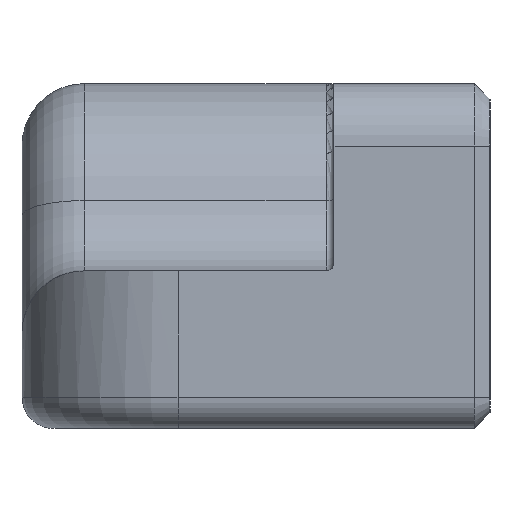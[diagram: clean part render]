
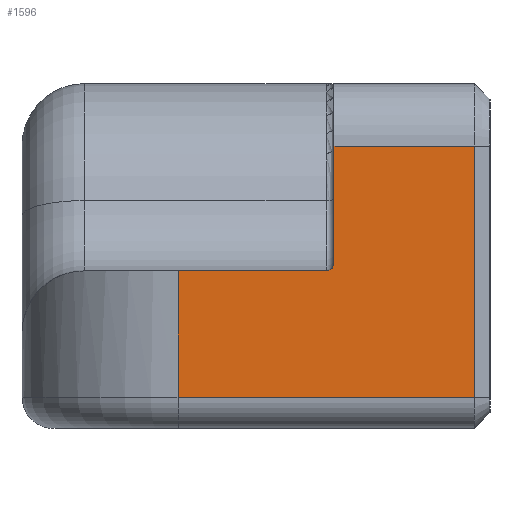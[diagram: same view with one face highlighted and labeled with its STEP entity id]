
A CAD part, left-side view. The second image highlights one B-rep face of the part: STEP entity #1596.
In plain terms, the highlighted planar face has unit normal (-1, 0, 0).
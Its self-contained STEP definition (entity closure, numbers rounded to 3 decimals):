
#11 = EDGE_CURVE ( 'NONE', #2296, #1726, #982, .T. ) ;
#51 = DIRECTION ( 'NONE',  ( 0., 0., 1. ) ) ;
#56 = AXIS2_PLACEMENT_3D ( 'NONE', #2594, #509, #1550 ) ;
#162 = CARTESIAN_POINT ( 'NONE',  ( 0., 0., 9.05 ) ) ;
#190 = DIRECTION ( 'NONE',  ( 0., -1., 0. ) ) ;
#307 = EDGE_CURVE ( 'NONE', #1925, #1187, #1762, .T. ) ;
#337 = ORIENTED_EDGE ( 'NONE', *, *, #1437, .T. ) ;
#509 = DIRECTION ( 'NONE',  ( -1., 0., 0. ) ) ;
#512 = DIRECTION ( 'NONE',  ( 0., 0., 1. ) ) ;
#518 = CARTESIAN_POINT ( 'NONE',  ( 0., 10., 5.05 ) ) ;
#568 = ORIENTED_EDGE ( 'NONE', *, *, #1361, .T. ) ;
#653 = VECTOR ( 'NONE', #190, 1000. ) ;
#671 = CARTESIAN_POINT ( 'NONE',  ( 0., 10., 1. ) ) ;
#688 = ORIENTED_EDGE ( 'NONE', *, *, #307, .T. ) ;
#766 = LINE ( 'NONE', #3092, #1597 ) ;
#773 = EDGE_CURVE ( 'NONE', #1149, #1726, #766, .T. ) ;
#799 = LINE ( 'NONE', #1063, #653 ) ;
#976 = VERTEX_POINT ( 'NONE', #1203 ) ;
#982 = CIRCLE ( 'NONE', #3213, 0.25 ) ;
#1020 = DIRECTION ( 'NONE',  ( 0., -1., 0. ) ) ;
#1063 = CARTESIAN_POINT ( 'NONE',  ( 0., 0., 1. ) ) ;
#1120 = DIRECTION ( 'NONE',  ( 0., 0., 1. ) ) ;
#1149 = VERTEX_POINT ( 'NONE', #518 ) ;
#1187 = VERTEX_POINT ( 'NONE', #2040 ) ;
#1203 = CARTESIAN_POINT ( 'NONE',  ( 0., 0.5, 1. ) ) ;
#1274 = VECTOR ( 'NONE', #3168, 1000. ) ;
#1361 = EDGE_CURVE ( 'NONE', #976, #1925, #1369, .T. ) ;
#1369 = LINE ( 'NONE', #2391, #1700 ) ;
#1401 = CARTESIAN_POINT ( 'NONE',  ( 0., 5.25, 5.05 ) ) ;
#1437 = EDGE_CURVE ( 'NONE', #1149, #2214, #3183, .T. ) ;
#1478 = ORIENTED_EDGE ( 'NONE', *, *, #1538, .T. ) ;
#1538 = EDGE_CURVE ( 'NONE', #2214, #976, #799, .T. ) ;
#1550 = DIRECTION ( 'NONE',  ( 0., 0., 1. ) ) ;
#1594 = VECTOR ( 'NONE', #2782, 1000. ) ;
#1596 = ADVANCED_FACE ( 'NONE', ( #2102 ), #3115, .T. ) ;
#1597 = VECTOR ( 'NONE', #1020, 1000. ) ;
#1700 = VECTOR ( 'NONE', #1120, 1000. ) ;
#1715 = CARTESIAN_POINT ( 'NONE',  ( 0., 5., 5.3 ) ) ;
#1726 = VERTEX_POINT ( 'NONE', #1401 ) ;
#1762 = LINE ( 'NONE', #162, #1594 ) ;
#1817 = EDGE_CURVE ( 'NONE', #2296, #1187, #2008, .T. ) ;
#1925 = VERTEX_POINT ( 'NONE', #1948 ) ;
#1948 = CARTESIAN_POINT ( 'NONE',  ( 0., 0.5, 9.05 ) ) ;
#2008 = LINE ( 'NONE', #2803, #3236 ) ;
#2040 = CARTESIAN_POINT ( 'NONE',  ( 0., 5., 9.05 ) ) ;
#2087 = CARTESIAN_POINT ( 'NONE',  ( 0., 5.25, 5.3 ) ) ;
#2102 = FACE_OUTER_BOUND ( 'NONE', #2913, .T. ) ;
#2214 = VERTEX_POINT ( 'NONE', #671 ) ;
#2287 = ORIENTED_EDGE ( 'NONE', *, *, #1817, .F. ) ;
#2296 = VERTEX_POINT ( 'NONE', #1715 ) ;
#2355 = DIRECTION ( 'NONE',  ( 1., 0., 0. ) ) ;
#2391 = CARTESIAN_POINT ( 'NONE',  ( 0., 0.5, 9.05 ) ) ;
#2594 = CARTESIAN_POINT ( 'NONE',  ( 0., 0., 5.25 ) ) ;
#2624 = ORIENTED_EDGE ( 'NONE', *, *, #11, .T. ) ;
#2692 = CARTESIAN_POINT ( 'NONE',  ( 0., 10., 5.25 ) ) ;
#2782 = DIRECTION ( 'NONE',  ( 0., 1., 0. ) ) ;
#2803 = CARTESIAN_POINT ( 'NONE',  ( 0., 5., 5.25 ) ) ;
#2909 = ORIENTED_EDGE ( 'NONE', *, *, #773, .F. ) ;
#2913 = EDGE_LOOP ( 'NONE', ( #1478, #568, #688, #2287, #2624, #2909, #337 ) ) ;
#3092 = CARTESIAN_POINT ( 'NONE',  ( 0., 0., 5.05 ) ) ;
#3115 = PLANE ( 'NONE',  #56 ) ;
#3168 = DIRECTION ( 'NONE',  ( 0., 0., -1. ) ) ;
#3183 = LINE ( 'NONE', #2692, #1274 ) ;
#3213 = AXIS2_PLACEMENT_3D ( 'NONE', #2087, #2355, #51 ) ;
#3236 = VECTOR ( 'NONE', #512, 1000. ) ;
